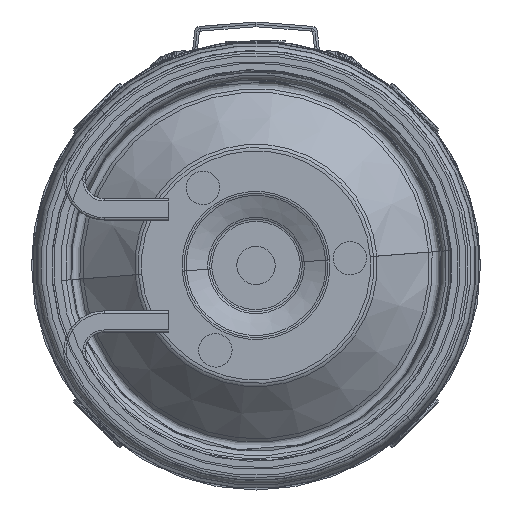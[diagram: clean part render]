
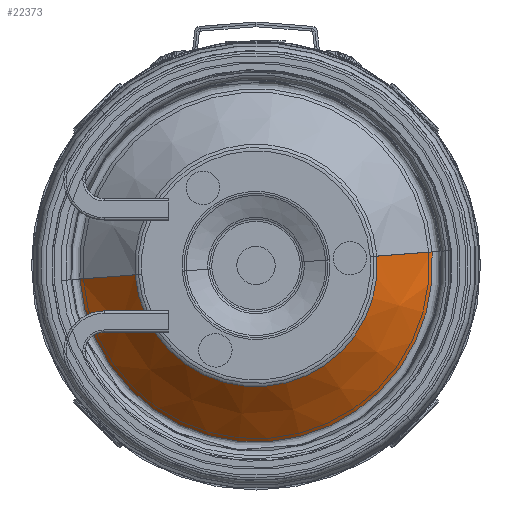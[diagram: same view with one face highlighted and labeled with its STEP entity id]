
A CAD part, front view. The second image highlights one B-rep face of the part: STEP entity #22373.
In plain terms, the highlighted conical face has half-angle 46.546 degrees and reference radius 25.375 mm.
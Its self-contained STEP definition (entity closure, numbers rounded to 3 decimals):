
#446 = VECTOR ( 'NONE', #28323, 1000. ) ;
#1367 = EDGE_CURVE ( 'NONE', #20909, #21357, #39296, .T. ) ;
#3078 = DIRECTION ( 'NONE',  ( 0., 1., 0. ) ) ;
#5660 = ORIENTED_EDGE ( 'NONE', *, *, #32397, .F. ) ;
#5678 = VERTEX_POINT ( 'NONE', #33933 ) ;
#5981 = DIRECTION ( 'NONE',  ( 0., 1., 0. ) ) ;
#6291 = CIRCLE ( 'NONE', #31729, 25.376 ) ;
#7745 = VERTEX_POINT ( 'NONE', #38444 ) ;
#8508 = CIRCLE ( 'NONE', #19902, 36.962 ) ;
#9205 = AXIS2_PLACEMENT_3D ( 'NONE', #15073, #29092, #10033 ) ;
#10033 = DIRECTION ( 'NONE',  ( 0., 0., 1. ) ) ;
#10618 = CARTESIAN_POINT ( 'NONE',  ( 0., 0.548, 25.376 ) ) ;
#11990 = LINE ( 'NONE', #40466, #446 ) ;
#12664 = DIRECTION ( 'NONE',  ( 0., 0., 1. ) ) ;
#13102 = ORIENTED_EDGE ( 'NONE', *, *, #18717, .T. ) ;
#15073 = CARTESIAN_POINT ( 'NONE',  ( 0., 0.548, 0. ) ) ;
#18239 = FACE_OUTER_BOUND ( 'NONE', #40201, .T. ) ;
#18717 = EDGE_CURVE ( 'NONE', #7745, #20909, #6291, .T. ) ;
#19902 = AXIS2_PLACEMENT_3D ( 'NONE', #34854, #5981, #12664 ) ;
#19959 = CARTESIAN_POINT ( 'NONE',  ( 0., 0.548, 25.376 ) ) ;
#20909 = VERTEX_POINT ( 'NONE', #19959 ) ;
#21357 = VERTEX_POINT ( 'NONE', #40978 ) ;
#22373 = ADVANCED_FACE ( 'NONE', ( #18239 ), #34610, .T. ) ;
#23387 = DIRECTION ( 'NONE',  ( 0., 0.688, 0.726 ) ) ;
#24809 = ORIENTED_EDGE ( 'NONE', *, *, #1367, .T. ) ;
#26561 = ORIENTED_EDGE ( 'NONE', *, *, #34412, .F. ) ;
#27817 = CARTESIAN_POINT ( 'NONE',  ( 0., 0.548, 0. ) ) ;
#28323 = DIRECTION ( 'NONE',  ( 0., 0.688, -0.726 ) ) ;
#28642 = DIRECTION ( 'NONE',  ( 0., 0., 1. ) ) ;
#28740 = VECTOR ( 'NONE', #23387, 1000. ) ;
#29092 = DIRECTION ( 'NONE',  ( 0., 1., 0. ) ) ;
#31729 = AXIS2_PLACEMENT_3D ( 'NONE', #27817, #3078, #28642 ) ;
#32397 = EDGE_CURVE ( 'NONE', #7745, #5678, #11990, .T. ) ;
#33933 = CARTESIAN_POINT ( 'NONE',  ( 0., 11.526, -36.962 ) ) ;
#34412 = EDGE_CURVE ( 'NONE', #5678, #21357, #8508, .T. ) ;
#34610 = CONICAL_SURFACE ( 'NONE', #9205, 25.376, 0.812 ) ;
#34854 = CARTESIAN_POINT ( 'NONE',  ( 0., 11.526, 0. ) ) ;
#38444 = CARTESIAN_POINT ( 'NONE',  ( 0., 0.548, -25.376 ) ) ;
#39296 = LINE ( 'NONE', #10618, #28740 ) ;
#40201 = EDGE_LOOP ( 'NONE', ( #5660, #13102, #24809, #26561 ) ) ;
#40466 = CARTESIAN_POINT ( 'NONE',  ( 0., 0.548, -25.376 ) ) ;
#40978 = CARTESIAN_POINT ( 'NONE',  ( 0., 11.526, 36.962 ) ) ;
